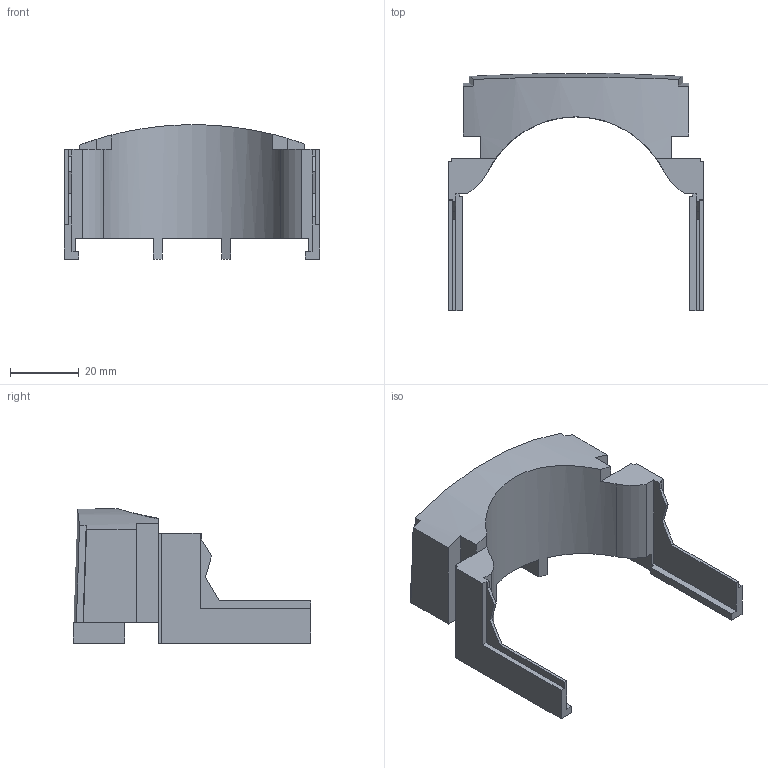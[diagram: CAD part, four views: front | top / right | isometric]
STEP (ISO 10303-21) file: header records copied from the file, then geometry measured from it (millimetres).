
FILE_DESCRIPTION(/* description */ (''),/* implementation_level */ '2;1');
FILE_NAME(/* name */ 'Pump Slide Gray.ipt.step',/* time_stamp */ '2022-11-29T08:42:23+01:00',/* author */ ('diederichbenedict'),/* organization */ (''),/* preprocessor_version */ 'ST-DEVELOPER v18.1',/* originating_system */ 'Autodesk Inventor 2022',/* authorisation */ '');
FILE_SCHEMA (('AUTOMOTIVE_DESIGN { 1 0 10303 214 3 1 1 }'));
Length unit declared in the file: inch
Products named in the file (1): Pump Slide Gray
Bounding box: 74.42 x 69.21 x 39.14 mm (x, y, z)
Volume: 42552.4 mm3; surface area: 13423.7 mm2
Topology: 1 solids, 1 shells, 68 faces, 196 edges, 130 vertices
Faces by surface type: plane 61, cylinder 4, cone 3
Entity records: 2277 total; most frequent: CARTESIAN_POINT 443, ORIENTED_EDGE 392, DIRECTION 348, EDGE_CURVE 196, LINE 166, VECTOR 166, VERTEX_POINT 130, AXIS2_PLACEMENT_3D 91
